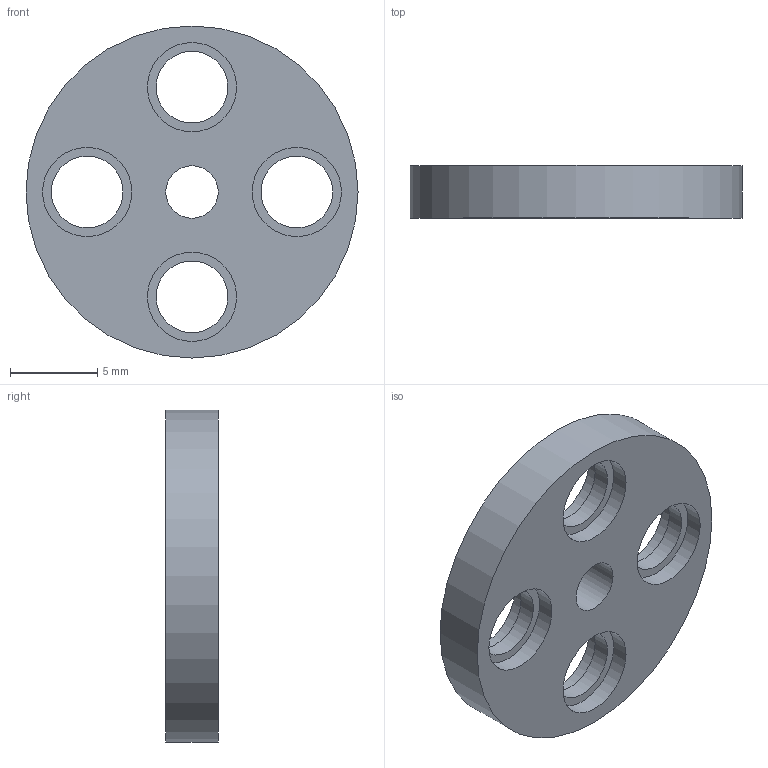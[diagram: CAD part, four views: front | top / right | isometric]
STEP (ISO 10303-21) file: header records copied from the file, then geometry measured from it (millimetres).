
FILE_DESCRIPTION(/* description */ (''),/* implementation_level */ '2;1');
FILE_NAME(/* name */ 'XL320_HubToOllo.stp',/* time_stamp */ '2016-09-05T15:37:28-04:00',/* author */ ('Labtech'),/* organization */ (''),/* preprocessor_version */ 'ST-DEVELOPER v16.5',/* originating_system */ 'Autodesk Inventor 2017',/* authorisation */ '');
FILE_SCHEMA (('AUTOMOTIVE_DESIGN { 1 0 10303 214 3 1 1 }'));
Length unit declared in the file: millimetre
Products named in the file (1): XL320_HubToOllo
Bounding box: 19 x 3 x 19 mm (x, y, z)
Volume: 613.1 mm3; surface area: 834.3 mm2
Topology: 1 solids, 1 shells, 24 faces, 46 edges, 32 vertices
Faces by surface type: cylinder 14, plane 10
Full cylindrical faces by diameter (mm): 3 x1, 4.1 x4, 5.1 x8, 19 x1
Entity records: 574 total; most frequent: DIRECTION 106, CARTESIAN_POINT 81, EDGE_LOOP 56, ORIENTED_EDGE 56, AXIS2_PLACEMENT_3D 53, FACE_BOUND 32, CIRCLE 28, VERTEX_POINT 28
